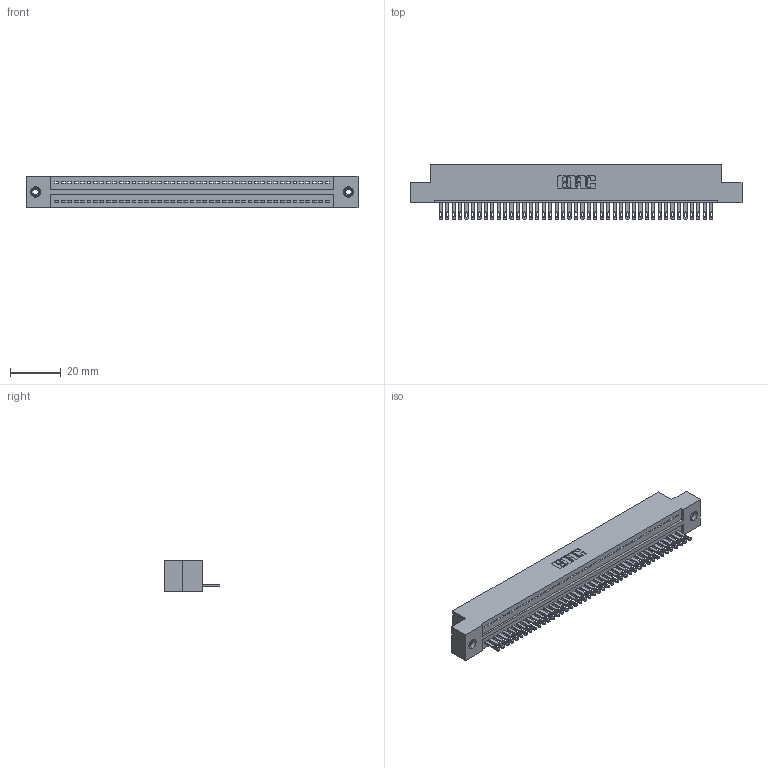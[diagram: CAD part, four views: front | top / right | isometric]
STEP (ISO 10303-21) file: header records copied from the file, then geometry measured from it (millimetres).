
FILE_DESCRIPTION (( 'STEP AP203' ), '1' );
FILE_NAME ('325-043-500-108.STEP', '2020-02-24T22:07:10', ( '' ), ( '' ), 'SwSTEP 2.0', 'SolidWorks 2016', '' );
FILE_SCHEMA (( 'CONFIG_CONTROL_DESIGN' ));
Length unit declared in the file: inch
Products named in the file (4): 325-043-500-108; 325 Part_TI; 325-292-001_325-293-100; 345-250-001_345-250-003-102
Assembly tree (46 placements, depth 2):
  325-043-500-108
    325 Part_TI
    325-292-001_325-293-100  x43
    345-250-001_345-250-003-102  x2
Bounding box: 130.94 x 21.84 x 12.45 mm (x, y, z)
Volume: 16650.5 mm3; surface area: 18323.7 mm2
Topology: 46 solids, 46 shells, 2496 faces, 7671 edges, 5106 vertices
Faces by surface type: plane 1650, cylinder 830, cone 12, torus 4
Entity records: 27274 total; most frequent: CARTESIAN_POINT 4686, ORIENTED_EDGE 4658, DIRECTION 3985, EDGE_CURVE 2329, VECTOR 2177, LINE 2177, VERTEX_POINT 1548, AXIS2_PLACEMENT_3D 904
